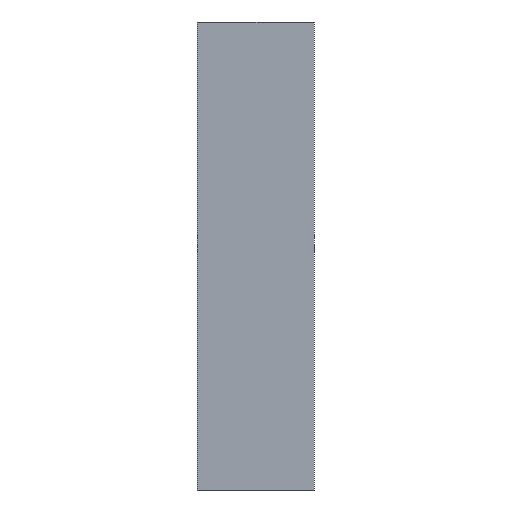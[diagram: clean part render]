
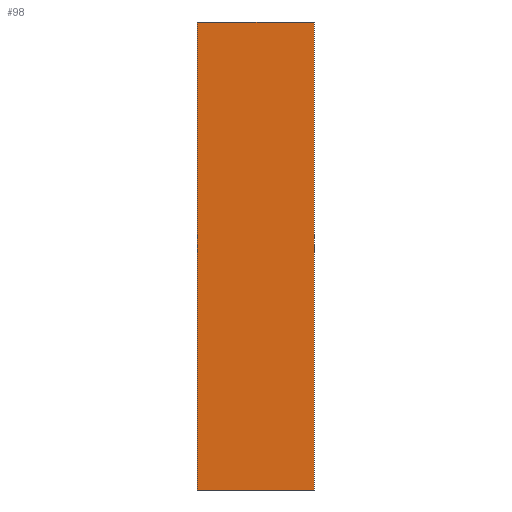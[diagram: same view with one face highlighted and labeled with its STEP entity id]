
A CAD part, front view. The second image highlights one B-rep face of the part: STEP entity #98.
In plain terms, the highlighted planar face has unit normal (0, -1, 0).
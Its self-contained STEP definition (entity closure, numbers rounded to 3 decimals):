
#98=ADVANCED_FACE('',(#142),#144,.F.);
#142=FACE_BOUND('',#143,.T.);
#143=EDGE_LOOP('',(#169,#170,#171,#172));
#144=PLANE('',#145);
#145=AXIS2_PLACEMENT_3D('',#146,#147,#148);
#146=CARTESIAN_POINT('',(0.,0.,0.));
#147=DIRECTION('',(0.,1.,0.));
#148=DIRECTION('',(-1.,0.,0.));
#169=ORIENTED_EDGE('',*,*,#183,.F.);
#170=ORIENTED_EDGE('',*,*,#180,.F.);
#171=ORIENTED_EDGE('',*,*,#177,.F.);
#172=ORIENTED_EDGE('',*,*,#173,.F.);
#173=EDGE_CURVE('',#185,#186,#187,.T.);
#177=EDGE_CURVE('',#186,#193,#194,.T.);
#180=EDGE_CURVE('',#193,#198,#199,.T.);
#183=EDGE_CURVE('',#198,#185,#203,.T.);
#185=VERTEX_POINT('',#205);
#186=VERTEX_POINT('',#206);
#187=LINE('',#207,#208);
#193=VERTEX_POINT('',#221);
#194=LINE('',#222,#223);
#198=VERTEX_POINT('',#232);
#199=LINE('',#233,#234);
#203=LINE('',#243,#244);
#205=CARTESIAN_POINT('',(-75.,0.,0.));
#206=CARTESIAN_POINT('',(-75.,0.,300.));
#207=CARTESIAN_POINT('',(-75.,0.,0.));
#208=VECTOR('',#209,1.);
#209=DIRECTION('',(0.,0.,1.));
#221=CARTESIAN_POINT('',(0.,0.,300.));
#222=CARTESIAN_POINT('',(-75.,0.,300.));
#223=VECTOR('',#224,1.);
#224=DIRECTION('',(1.,0.,0.));
#232=CARTESIAN_POINT('',(0.,0.,0.));
#233=CARTESIAN_POINT('',(0.,0.,300.));
#234=VECTOR('',#235,1.);
#235=DIRECTION('',(0.,0.,-1.));
#243=CARTESIAN_POINT('',(0.,0.,0.));
#244=VECTOR('',#245,1.);
#245=DIRECTION('',(-1.,0.,0.));
